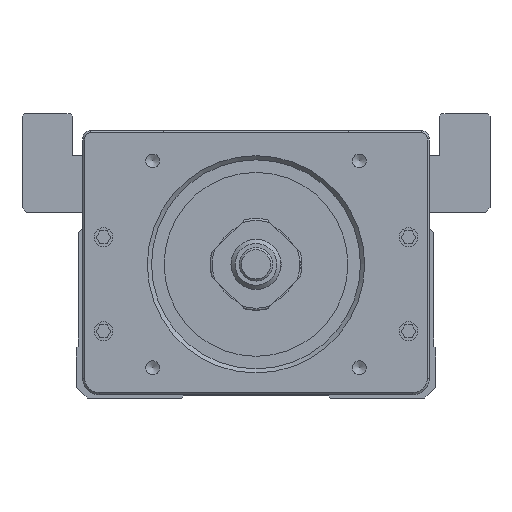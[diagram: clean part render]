
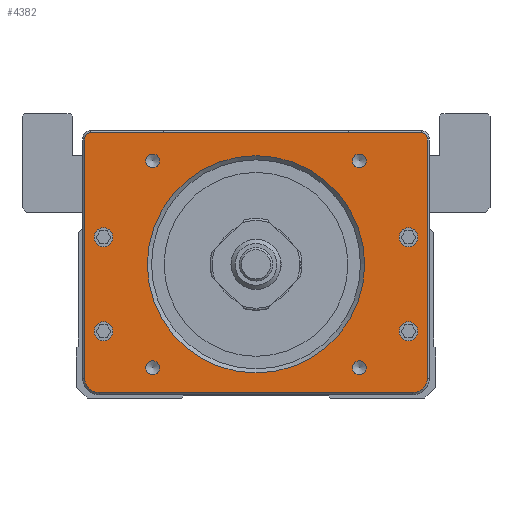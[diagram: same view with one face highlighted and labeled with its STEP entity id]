
A CAD part, front view. The second image highlights one B-rep face of the part: STEP entity #4382.
In plain terms, the highlighted planar face has unit normal (0, -1, 0).
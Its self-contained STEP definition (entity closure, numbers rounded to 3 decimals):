
#1764=FACE_BOUND('',#9278,.T.);
#1765=FACE_BOUND('',#9279,.T.);
#1766=FACE_BOUND('',#9280,.T.);
#1767=FACE_BOUND('',#9281,.T.);
#1768=FACE_BOUND('',#9282,.T.);
#1769=FACE_BOUND('',#9283,.T.);
#1770=FACE_BOUND('',#9284,.T.);
#1771=FACE_BOUND('',#9285,.T.);
#1772=FACE_BOUND('',#9286,.T.);
#1773=FACE_BOUND('',#9287,.T.);
#2864=CIRCLE('',#35334,26.);
#2865=CIRCLE('',#35335,1.65);
#2866=CIRCLE('',#35336,1.65);
#2867=CIRCLE('',#35337,1.65);
#2868=CIRCLE('',#35338,1.65);
#2869=CIRCLE('',#35339,1.5);
#2870=CIRCLE('',#35340,1.5);
#2871=CIRCLE('',#35341,3.5);
#2872=CIRCLE('',#35342,3.5);
#2873=CIRCLE('',#35343,2.25);
#2874=CIRCLE('',#35344,2.25);
#2875=CIRCLE('',#35345,2.25);
#2876=CIRCLE('',#35346,2.25);
#4382=ADVANCED_FACE('',(#1764,#1765,#1766,#1767,#1768,#1769,#1770,#1771,
#1772,#1773),#5886,.F.);
#5886=PLANE('',#35347);
#9278=EDGE_LOOP('',(#16172));
#9279=EDGE_LOOP('',(#16173));
#9280=EDGE_LOOP('',(#16174));
#9281=EDGE_LOOP('',(#16175));
#9282=EDGE_LOOP('',(#16176));
#9283=EDGE_LOOP('',(#16177,#16178,#16179,#16180,#16181,#16182,#16183,#16184));
#9284=EDGE_LOOP('',(#16185));
#9285=EDGE_LOOP('',(#16186));
#9286=EDGE_LOOP('',(#16187));
#9287=EDGE_LOOP('',(#16188));
#16172=ORIENTED_EDGE('',*,*,#25535,.T.);
#16173=ORIENTED_EDGE('',*,*,#25536,.T.);
#16174=ORIENTED_EDGE('',*,*,#25537,.T.);
#16175=ORIENTED_EDGE('',*,*,#25538,.T.);
#16176=ORIENTED_EDGE('',*,*,#25539,.T.);
#16177=ORIENTED_EDGE('',*,*,#25540,.T.);
#16178=ORIENTED_EDGE('',*,*,#25541,.T.);
#16179=ORIENTED_EDGE('',*,*,#25542,.T.);
#16180=ORIENTED_EDGE('',*,*,#25543,.T.);
#16181=ORIENTED_EDGE('',*,*,#25544,.T.);
#16182=ORIENTED_EDGE('',*,*,#25545,.T.);
#16183=ORIENTED_EDGE('',*,*,#25546,.T.);
#16184=ORIENTED_EDGE('',*,*,#25547,.T.);
#16185=ORIENTED_EDGE('',*,*,#25548,.T.);
#16186=ORIENTED_EDGE('',*,*,#25549,.T.);
#16187=ORIENTED_EDGE('',*,*,#25550,.T.);
#16188=ORIENTED_EDGE('',*,*,#25551,.T.);
#21493=VERTEX_POINT('',#53526);
#21494=VERTEX_POINT('',#53528);
#21495=VERTEX_POINT('',#53530);
#21496=VERTEX_POINT('',#53532);
#21497=VERTEX_POINT('',#53534);
#21498=VERTEX_POINT('',#53536);
#21499=VERTEX_POINT('',#53537);
#21500=VERTEX_POINT('',#53539);
#21501=VERTEX_POINT('',#53541);
#21502=VERTEX_POINT('',#53543);
#21503=VERTEX_POINT('',#53545);
#21504=VERTEX_POINT('',#53547);
#21505=VERTEX_POINT('',#53549);
#21506=VERTEX_POINT('',#53552);
#21507=VERTEX_POINT('',#53554);
#21508=VERTEX_POINT('',#53556);
#21509=VERTEX_POINT('',#53558);
#25535=EDGE_CURVE('',#21493,#21493,#2864,.T.);
#25536=EDGE_CURVE('',#21494,#21494,#2865,.T.);
#25537=EDGE_CURVE('',#21495,#21495,#2866,.T.);
#25538=EDGE_CURVE('',#21496,#21496,#2867,.T.);
#25539=EDGE_CURVE('',#21497,#21497,#2868,.T.);
#25540=EDGE_CURVE('',#21498,#21499,#29222,.T.);
#25541=EDGE_CURVE('',#21499,#21500,#2869,.T.);
#25542=EDGE_CURVE('',#21500,#21501,#29223,.T.);
#25543=EDGE_CURVE('',#21501,#21502,#2870,.T.);
#25544=EDGE_CURVE('',#21502,#21503,#29224,.T.);
#25545=EDGE_CURVE('',#21503,#21504,#2871,.T.);
#25546=EDGE_CURVE('',#21504,#21505,#29225,.T.);
#25547=EDGE_CURVE('',#21505,#21498,#2872,.T.);
#25548=EDGE_CURVE('',#21506,#21506,#2873,.T.);
#25549=EDGE_CURVE('',#21507,#21507,#2874,.T.);
#25550=EDGE_CURVE('',#21508,#21508,#2875,.T.);
#25551=EDGE_CURVE('',#21509,#21509,#2876,.T.);
#29222=LINE('',#53535,#32493);
#29223=LINE('',#53540,#32494);
#29224=LINE('',#53544,#32495);
#29225=LINE('',#53548,#32496);
#32493=VECTOR('',#42374,1.);
#32494=VECTOR('',#42377,1.);
#32495=VECTOR('',#42380,1.);
#32496=VECTOR('',#42383,1.);
#35334=AXIS2_PLACEMENT_3D('',#53525,#42364,#42365);
#35335=AXIS2_PLACEMENT_3D('',#53527,#42366,#42367);
#35336=AXIS2_PLACEMENT_3D('',#53529,#42368,#42369);
#35337=AXIS2_PLACEMENT_3D('',#53531,#42370,#42371);
#35338=AXIS2_PLACEMENT_3D('',#53533,#42372,#42373);
#35339=AXIS2_PLACEMENT_3D('',#53538,#42375,#42376);
#35340=AXIS2_PLACEMENT_3D('',#53542,#42378,#42379);
#35341=AXIS2_PLACEMENT_3D('',#53546,#42381,#42382);
#35342=AXIS2_PLACEMENT_3D('',#53550,#42384,#42385);
#35343=AXIS2_PLACEMENT_3D('',#53551,#42386,#42387);
#35344=AXIS2_PLACEMENT_3D('',#53553,#42388,#42389);
#35345=AXIS2_PLACEMENT_3D('',#53555,#42390,#42391);
#35346=AXIS2_PLACEMENT_3D('',#53557,#42392,#42393);
#35347=AXIS2_PLACEMENT_3D('',#53559,#42394,#42395);
#42364=DIRECTION('',(0.,1.,0.));
#42365=DIRECTION('',(0.,0.,1.));
#42366=DIRECTION('',(0.,1.,0.));
#42367=DIRECTION('',(0.,0.,1.));
#42368=DIRECTION('',(0.,1.,0.));
#42369=DIRECTION('',(0.,0.,1.));
#42370=DIRECTION('',(0.,1.,0.));
#42371=DIRECTION('',(0.,0.,1.));
#42372=DIRECTION('',(0.,1.,0.));
#42373=DIRECTION('',(0.,0.,1.));
#42374=DIRECTION('',(0.,0.,1.));
#42375=DIRECTION('',(0.,-1.,0.));
#42376=DIRECTION('',(0.,0.,1.));
#42377=DIRECTION('',(-1.,0.,0.));
#42378=DIRECTION('',(0.,-1.,0.));
#42379=DIRECTION('',(0.,0.,1.));
#42380=DIRECTION('',(0.,0.,-1.));
#42381=DIRECTION('',(0.,-1.,0.));
#42382=DIRECTION('',(0.,0.,1.));
#42383=DIRECTION('',(1.,0.,0.));
#42384=DIRECTION('',(0.,-1.,0.));
#42385=DIRECTION('',(0.,0.,1.));
#42386=DIRECTION('',(0.,1.,0.));
#42387=DIRECTION('',(0.,0.,1.));
#42388=DIRECTION('',(0.,1.,0.));
#42389=DIRECTION('',(0.,0.,1.));
#42390=DIRECTION('',(0.,1.,0.));
#42391=DIRECTION('',(0.,0.,1.));
#42392=DIRECTION('',(0.,1.,0.));
#42393=DIRECTION('',(0.,0.,1.));
#42394=DIRECTION('',(0.,1.,0.));
#42395=DIRECTION('',(0.,0.,-1.));
#53525=CARTESIAN_POINT('',(0.,-236.633,32.));
#53526=CARTESIAN_POINT('',(0.,-236.633,58.));
#53527=CARTESIAN_POINT('',(-24.749,-236.633,56.749));
#53528=CARTESIAN_POINT('',(-24.749,-236.633,58.399));
#53529=CARTESIAN_POINT('',(-24.749,-236.633,7.251));
#53530=CARTESIAN_POINT('',(-24.749,-236.633,8.901));
#53531=CARTESIAN_POINT('',(24.749,-236.633,7.251));
#53532=CARTESIAN_POINT('',(24.749,-236.633,8.901));
#53533=CARTESIAN_POINT('',(24.749,-236.633,56.749));
#53534=CARTESIAN_POINT('',(24.749,-236.633,58.399));
#53535=CARTESIAN_POINT('',(41.,-236.633,60.));
#53536=CARTESIAN_POINT('',(41.,-236.633,4.8));
#53537=CARTESIAN_POINT('',(41.,-236.633,62.));
#53538=CARTESIAN_POINT('',(39.5,-236.633,62.));
#53539=CARTESIAN_POINT('',(39.5,-236.633,63.5));
#53540=CARTESIAN_POINT('',(39.,-236.633,63.5));
#53541=CARTESIAN_POINT('',(-39.5,-236.633,63.5));
#53542=CARTESIAN_POINT('',(-39.5,-236.633,62.));
#53543=CARTESIAN_POINT('',(-41.,-236.633,62.));
#53544=CARTESIAN_POINT('',(-41.,-236.633,60.));
#53545=CARTESIAN_POINT('',(-41.,-236.633,4.8));
#53546=CARTESIAN_POINT('',(-37.5,-236.633,4.8));
#53547=CARTESIAN_POINT('',(-37.5,-236.633,1.3));
#53548=CARTESIAN_POINT('',(39.,-236.633,1.3));
#53549=CARTESIAN_POINT('',(37.5,-236.633,1.3));
#53550=CARTESIAN_POINT('',(37.5,-236.633,4.8));
#53551=CARTESIAN_POINT('',(-36.5,-236.633,38.5));
#53552=CARTESIAN_POINT('',(-36.5,-236.633,40.75));
#53553=CARTESIAN_POINT('',(-36.5,-236.633,16.));
#53554=CARTESIAN_POINT('',(-36.5,-236.633,18.25));
#53555=CARTESIAN_POINT('',(36.5,-236.633,38.5));
#53556=CARTESIAN_POINT('',(36.5,-236.633,40.75));
#53557=CARTESIAN_POINT('',(36.5,-236.633,16.));
#53558=CARTESIAN_POINT('',(36.5,-236.633,18.25));
#53559=CARTESIAN_POINT('',(39.,-236.633,60.));
